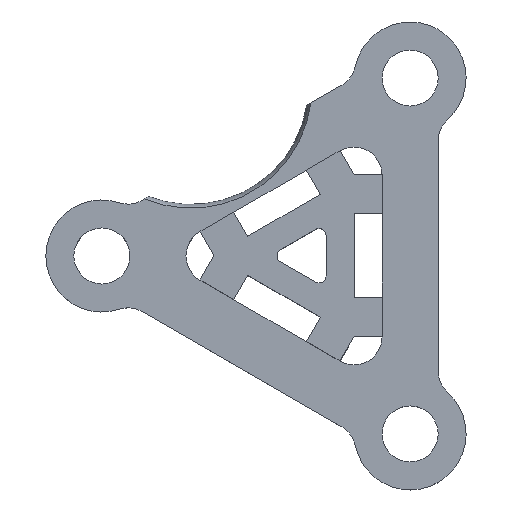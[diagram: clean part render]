
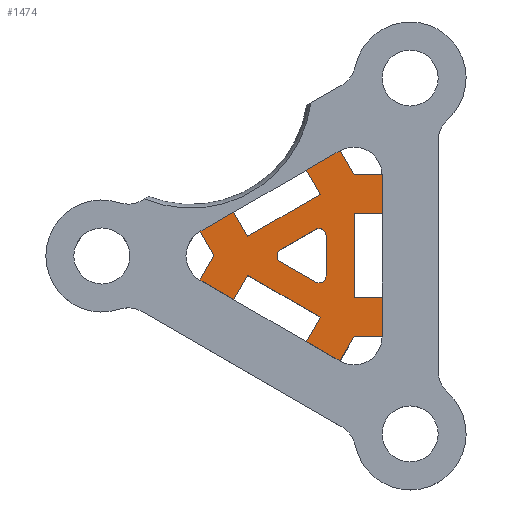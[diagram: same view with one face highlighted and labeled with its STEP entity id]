
A CAD part, top view. The second image highlights one B-rep face of the part: STEP entity #1474.
In plain terms, the highlighted planar face has unit normal (0, 0, 1).
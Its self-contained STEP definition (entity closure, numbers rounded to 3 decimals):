
#50=FACE_BOUND('',#207,.T.);
#121=FACE_OUTER_BOUND('',#206,.T.);
#206=EDGE_LOOP('',(#1325,#1326,#1327,#1328,#1329,#1330,#1331,#1332,#1333,
#1334,#1335,#1336,#1337,#1338,#1339,#1340,#1341,#1342,#1343,#1344,#1345));
#207=EDGE_LOOP('',(#1346,#1347,#1348,#1349,#1350,#1351));
#295=LINE('',#2259,#465);
#301=LINE('',#2269,#471);
#303=LINE('',#2273,#473);
#306=LINE('',#2278,#476);
#312=LINE('',#2288,#482);
#315=LINE('',#2293,#485);
#336=LINE('',#2335,#506);
#342=LINE('',#2344,#512);
#347=LINE('',#2356,#517);
#351=LINE('',#2362,#521);
#354=LINE('',#2369,#524);
#357=LINE('',#2374,#527);
#359=LINE('',#2378,#529);
#361=LINE('',#2383,#531);
#364=LINE('',#2391,#534);
#367=LINE('',#2399,#537);
#369=LINE('',#2404,#539);
#370=LINE('',#2406,#540);
#371=LINE('',#2408,#541);
#372=LINE('',#2410,#542);
#373=LINE('',#2412,#543);
#375=LINE('',#2416,#545);
#376=LINE('',#2418,#546);
#377=LINE('',#2420,#547);
#465=VECTOR('',#1795,10.);
#471=VECTOR('',#1805,10.);
#473=VECTOR('',#1809,10.);
#476=VECTOR('',#1814,10.);
#482=VECTOR('',#1824,10.);
#485=VECTOR('',#1829,10.);
#506=VECTOR('',#1888,10.);
#512=VECTOR('',#1896,10.);
#517=VECTOR('',#1911,10.);
#521=VECTOR('',#1917,10.);
#524=VECTOR('',#1924,10.);
#527=VECTOR('',#1929,10.);
#529=VECTOR('',#1933,10.);
#531=VECTOR('',#1937,10.);
#534=VECTOR('',#1946,10.);
#537=VECTOR('',#1955,10.);
#539=VECTOR('',#1963,10.);
#540=VECTOR('',#1966,10.);
#541=VECTOR('',#1969,10.);
#542=VECTOR('',#1972,10.);
#543=VECTOR('',#1975,10.);
#545=VECTOR('',#1979,10.);
#546=VECTOR('',#1982,10.);
#547=VECTOR('',#1985,10.);
#583=CIRCLE('',#1582,0.5);
#584=CIRCLE('',#1585,0.5);
#585=CIRCLE('',#1588,0.5);
#695=VERTEX_POINT('',#2256);
#696=VERTEX_POINT('',#2258);
#697=VERTEX_POINT('',#2264);
#698=VERTEX_POINT('',#2267);
#699=VERTEX_POINT('',#2271);
#700=VERTEX_POINT('',#2277);
#701=VERTEX_POINT('',#2283);
#702=VERTEX_POINT('',#2286);
#703=VERTEX_POINT('',#2292);
#704=VERTEX_POINT('',#2332);
#705=VERTEX_POINT('',#2334);
#706=VERTEX_POINT('',#2338);
#707=VERTEX_POINT('',#2342);
#708=VERTEX_POINT('',#2353);
#709=VERTEX_POINT('',#2355);
#710=VERTEX_POINT('',#2360);
#711=VERTEX_POINT('',#2366);
#712=VERTEX_POINT('',#2368);
#713=VERTEX_POINT('',#2372);
#714=VERTEX_POINT('',#2376);
#715=VERTEX_POINT('',#2380);
#716=VERTEX_POINT('',#2382);
#717=VERTEX_POINT('',#2386);
#718=VERTEX_POINT('',#2390);
#719=VERTEX_POINT('',#2394);
#720=VERTEX_POINT('',#2398);
#721=VERTEX_POINT('',#2414);
#846=EDGE_CURVE('',#696,#695,#295,.T.);
#852=EDGE_CURVE('',#697,#698,#301,.T.);
#854=EDGE_CURVE('',#699,#697,#303,.T.);
#857=EDGE_CURVE('',#700,#699,#306,.T.);
#863=EDGE_CURVE('',#701,#702,#312,.T.);
#866=EDGE_CURVE('',#703,#701,#315,.T.);
#887=EDGE_CURVE('',#705,#704,#336,.T.);
#893=EDGE_CURVE('',#706,#707,#342,.T.);
#898=EDGE_CURVE('',#709,#708,#347,.T.);
#902=EDGE_CURVE('',#708,#710,#351,.T.);
#905=EDGE_CURVE('',#712,#711,#354,.T.);
#908=EDGE_CURVE('',#711,#713,#357,.T.);
#910=EDGE_CURVE('',#713,#714,#359,.T.);
#912=EDGE_CURVE('',#716,#715,#361,.T.);
#914=EDGE_CURVE('',#717,#716,#583,.T.);
#916=EDGE_CURVE('',#718,#717,#364,.T.);
#918=EDGE_CURVE('',#719,#718,#584,.T.);
#920=EDGE_CURVE('',#720,#719,#367,.T.);
#922=EDGE_CURVE('',#715,#720,#585,.T.);
#923=EDGE_CURVE('',#704,#706,#369,.T.);
#924=EDGE_CURVE('',#707,#709,#370,.T.);
#925=EDGE_CURVE('',#710,#712,#371,.T.);
#926=EDGE_CURVE('',#714,#703,#372,.T.);
#927=EDGE_CURVE('',#698,#696,#373,.T.);
#929=EDGE_CURVE('',#695,#721,#375,.T.);
#930=EDGE_CURVE('',#721,#705,#376,.T.);
#931=EDGE_CURVE('',#702,#700,#377,.T.);
#1325=ORIENTED_EDGE('',*,*,#887,.T.);
#1326=ORIENTED_EDGE('',*,*,#923,.T.);
#1327=ORIENTED_EDGE('',*,*,#893,.T.);
#1328=ORIENTED_EDGE('',*,*,#924,.T.);
#1329=ORIENTED_EDGE('',*,*,#898,.T.);
#1330=ORIENTED_EDGE('',*,*,#902,.T.);
#1331=ORIENTED_EDGE('',*,*,#925,.T.);
#1332=ORIENTED_EDGE('',*,*,#905,.T.);
#1333=ORIENTED_EDGE('',*,*,#908,.T.);
#1334=ORIENTED_EDGE('',*,*,#910,.T.);
#1335=ORIENTED_EDGE('',*,*,#926,.T.);
#1336=ORIENTED_EDGE('',*,*,#866,.T.);
#1337=ORIENTED_EDGE('',*,*,#863,.T.);
#1338=ORIENTED_EDGE('',*,*,#931,.T.);
#1339=ORIENTED_EDGE('',*,*,#857,.T.);
#1340=ORIENTED_EDGE('',*,*,#854,.T.);
#1341=ORIENTED_EDGE('',*,*,#852,.T.);
#1342=ORIENTED_EDGE('',*,*,#927,.T.);
#1343=ORIENTED_EDGE('',*,*,#846,.T.);
#1344=ORIENTED_EDGE('',*,*,#929,.T.);
#1345=ORIENTED_EDGE('',*,*,#930,.T.);
#1346=ORIENTED_EDGE('',*,*,#912,.T.);
#1347=ORIENTED_EDGE('',*,*,#922,.T.);
#1348=ORIENTED_EDGE('',*,*,#920,.T.);
#1349=ORIENTED_EDGE('',*,*,#918,.T.);
#1350=ORIENTED_EDGE('',*,*,#916,.T.);
#1351=ORIENTED_EDGE('',*,*,#914,.T.);
#1403=PLANE('',#1597);
#1474=ADVANCED_FACE('',(#121,#50),#1403,.T.);
#1582=AXIS2_PLACEMENT_3D('',#2387,#1941,#1942);
#1585=AXIS2_PLACEMENT_3D('',#2395,#1950,#1951);
#1588=AXIS2_PLACEMENT_3D('',#2402,#1959,#1960);
#1597=AXIS2_PLACEMENT_3D('',#2421,#1986,#1987);
#1795=DIRECTION('',(0.5,-0.866,0.));
#1805=DIRECTION('',(-0.5,0.866,0.));
#1809=DIRECTION('',(-0.866,-0.5,0.));
#1814=DIRECTION('',(0.5,-0.866,0.));
#1824=DIRECTION('',(-0.5,0.866,0.));
#1829=DIRECTION('',(-1.,0.,0.));
#1888=DIRECTION('',(0.5,0.866,0.));
#1896=DIRECTION('',(-0.5,-0.866,0.));
#1911=DIRECTION('',(0.5,0.866,0.));
#1917=DIRECTION('',(1.,0.,0.));
#1924=DIRECTION('',(-1.,0.,0.));
#1929=DIRECTION('',(0.,1.,0.));
#1933=DIRECTION('',(1.,0.,0.));
#1937=DIRECTION('',(0.866,0.5,0.));
#1941=DIRECTION('center_axis',(0.,0.,
-1.));
#1942=DIRECTION('ref_axis',(-0.5,-0.866,0.));
#1946=DIRECTION('',(-0.866,0.5,0.));
#1950=DIRECTION('center_axis',(0.,0.,
-1.));
#1951=DIRECTION('ref_axis',(1.,0.,0.));
#1955=DIRECTION('',(0.,-1.,0.));
#1959=DIRECTION('center_axis',(0.,0.,
-1.));
#1960=DIRECTION('ref_axis',(-0.5,0.866,0.));
#1963=DIRECTION('',(0.866,-0.5,0.));
#1966=DIRECTION('',(0.866,-0.5,0.));
#1969=DIRECTION('',(0.,1.,0.));
#1972=DIRECTION('',(0.,1.,0.));
#1975=DIRECTION('',(-0.866,-0.5,0.));
#1979=DIRECTION('',(-0.5,-0.866,0.));
#1982=DIRECTION('',(0.866,-0.5,0.));
#1985=DIRECTION('',(-0.866,-0.5,0.));
#1986=DIRECTION('center_axis',(0.,0.,
1.));
#1987=DIRECTION('ref_axis',(0.,1.,0.));
#2256=CARTESIAN_POINT('',(-14.,12.702,11.222));
#2258=CARTESIAN_POINT('',(-15.,14.434,11.222));
#2259=CARTESIAN_POINT('',(-14.,12.702,11.222));
#2264=CARTESIAN_POINT('',(-11.598,14.088,11.222));
#2267=CARTESIAN_POINT('',(-12.598,15.821,11.222));
#2269=CARTESIAN_POINT('',(-11.598,14.088,11.222));
#2271=CARTESIAN_POINT('',(-6.402,17.088,11.222));
#2273=CARTESIAN_POINT('',(-14.,12.702,11.222));
#2277=CARTESIAN_POINT('',(-7.402,18.821,11.222));
#2278=CARTESIAN_POINT('',(-6.402,17.088,11.222));
#2283=CARTESIAN_POINT('',(-4.,18.475,11.222));
#2286=CARTESIAN_POINT('',(-5.,20.207,11.222));
#2288=CARTESIAN_POINT('',(-4.,18.475,11.222));
#2292=CARTESIAN_POINT('',(-2.,18.475,11.222));
#2293=CARTESIAN_POINT('',(-4.,18.475,11.222));
#2332=CARTESIAN_POINT('',(-11.598,11.315,11.222));
#2334=CARTESIAN_POINT('',(-12.598,9.583,11.222));
#2335=CARTESIAN_POINT('',(-11.598,11.315,11.222));
#2338=CARTESIAN_POINT('',(-6.402,8.315,11.222));
#2342=CARTESIAN_POINT('',(-7.402,6.583,11.222));
#2344=CARTESIAN_POINT('',(-6.402,8.315,11.222));
#2353=CARTESIAN_POINT('',(-4.,6.928,11.222));
#2355=CARTESIAN_POINT('',(-5.,5.196,11.222));
#2356=CARTESIAN_POINT('',(-4.,6.928,11.222));
#2360=CARTESIAN_POINT('',(-2.,6.928,11.222));
#2362=CARTESIAN_POINT('',(-4.,6.928,11.222));
#2366=CARTESIAN_POINT('',(-4.,9.702,11.222));
#2368=CARTESIAN_POINT('',(-2.,9.702,11.222));
#2369=CARTESIAN_POINT('',(-4.,9.702,11.222));
#2372=CARTESIAN_POINT('',(-4.,15.702,11.222));
#2374=CARTESIAN_POINT('',(-4.,6.928,11.222));
#2376=CARTESIAN_POINT('',(-2.,15.702,11.222));
#2378=CARTESIAN_POINT('',(-4.,15.702,11.222));
#2380=CARTESIAN_POINT('',(-6.75,14.578,11.222));
#2382=CARTESIAN_POINT('',(-9.25,13.135,11.222));
#2383=CARTESIAN_POINT('',(-8.75,13.423,11.222));
#2386=CARTESIAN_POINT('',(-9.25,12.269,11.222));
#2387=CARTESIAN_POINT('Origin',(-9.,12.702,11.222));
#2390=CARTESIAN_POINT('',(-6.75,10.825,11.222));
#2391=CARTESIAN_POINT('',(-10.,12.702,11.222));
#2394=CARTESIAN_POINT('',(-6.,11.258,11.222));
#2395=CARTESIAN_POINT('Origin',(-6.5,11.258,11.222));
#2398=CARTESIAN_POINT('',(-6.,14.145,11.222));
#2399=CARTESIAN_POINT('',(-6.,11.98,11.222));
#2402=CARTESIAN_POINT('Origin',(-6.5,14.145,11.222));
#2404=CARTESIAN_POINT('',(-14.,12.702,11.222));
#2406=CARTESIAN_POINT('',(-15.,10.97,11.222));
#2408=CARTESIAN_POINT('',(-2.,6.928,11.222));
#2410=CARTESIAN_POINT('',(-2.,6.928,11.222));
#2412=CARTESIAN_POINT('',(-5.,20.207,11.222));
#2414=CARTESIAN_POINT('',(-15.,10.97,11.222));
#2416=CARTESIAN_POINT('',(-14.,12.702,11.222));
#2418=CARTESIAN_POINT('',(-15.,10.97,11.222));
#2420=CARTESIAN_POINT('',(-5.,20.207,11.222));
#2421=CARTESIAN_POINT('Origin',(-11.,12.702,11.222));
